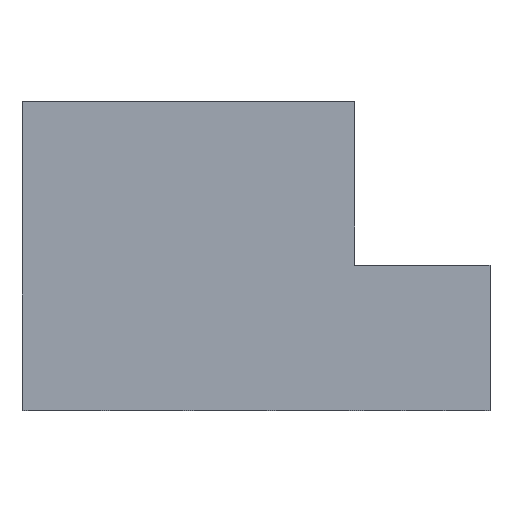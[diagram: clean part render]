
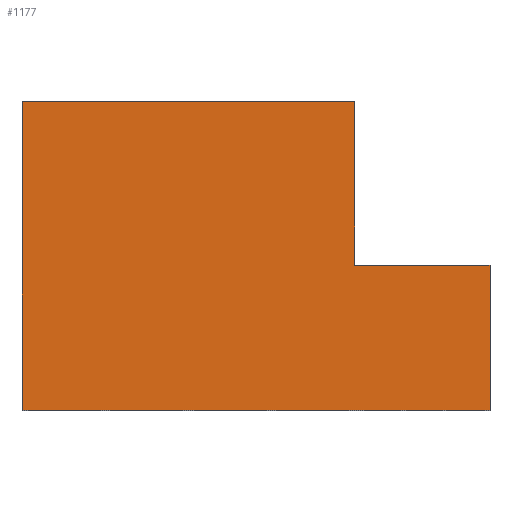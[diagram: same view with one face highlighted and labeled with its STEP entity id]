
A CAD part, top view. The second image highlights one B-rep face of the part: STEP entity #1177.
In plain terms, the highlighted planar face has unit normal (0, 0, 1).
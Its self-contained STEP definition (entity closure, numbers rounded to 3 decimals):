
#1134=AXIS2_PLACEMENT_3D('Plane Axis2P3D',#1131,#1132,#1133) ;
#42=CARTESIAN_POINT('Vertex',(42.88,0.,14.9)) ;
#45=CARTESIAN_POINT('Line Origine',(21.44,0.,14.9)) ;
#49=CARTESIAN_POINT('Vertex',(0.,0.,14.9)) ;
#1131=CARTESIAN_POINT('Axis2P3D Location',(0.,28.3,14.9)) ;
#1136=CARTESIAN_POINT('Line Origine',(42.88,6.65,14.9)) ;
#1140=CARTESIAN_POINT('Vertex',(42.88,13.3,14.9)) ;
#1143=CARTESIAN_POINT('Line Origine',(36.68,13.3,14.9)) ;
#1147=CARTESIAN_POINT('Vertex',(30.48,13.3,14.9)) ;
#1150=CARTESIAN_POINT('Line Origine',(30.48,20.8,14.9)) ;
#1154=CARTESIAN_POINT('Vertex',(30.48,28.3,14.9)) ;
#1157=CARTESIAN_POINT('Line Origine',(15.24,28.3,14.9)) ;
#1161=CARTESIAN_POINT('Vertex',(0.,28.3,14.9)) ;
#1164=CARTESIAN_POINT('Line Origine',(0.,14.15,14.9)) ;
#46=DIRECTION('Vector Direction',(-1.,0.,0.)) ;
#1132=DIRECTION('Axis2P3D Direction',(-0.,0.,1.)) ;
#1133=DIRECTION('Axis2P3D XDirection',(0.,-1.,0.)) ;
#1137=DIRECTION('Vector Direction',(0.,1.,0.)) ;
#1144=DIRECTION('Vector Direction',(-1.,0.,0.)) ;
#1151=DIRECTION('Vector Direction',(0.,-1.,0.)) ;
#1158=DIRECTION('Vector Direction',(1.,0.,0.)) ;
#1165=DIRECTION('Vector Direction',(0.,-1.,0.)) ;
#47=VECTOR('Line Direction',#46,1.) ;
#1138=VECTOR('Line Direction',#1137,1.) ;
#1145=VECTOR('Line Direction',#1144,1.) ;
#1152=VECTOR('Line Direction',#1151,1.) ;
#1159=VECTOR('Line Direction',#1158,1.) ;
#1166=VECTOR('Line Direction',#1165,1.) ;
#1170=ORIENTED_EDGE('',*,*,#1142,.T.) ;
#1171=ORIENTED_EDGE('',*,*,#1149,.T.) ;
#1172=ORIENTED_EDGE('',*,*,#1156,.T.) ;
#1173=ORIENTED_EDGE('',*,*,#1163,.F.) ;
#1174=ORIENTED_EDGE('',*,*,#1168,.F.) ;
#1175=ORIENTED_EDGE('',*,*,#51,.F.) ;
#1177=ADVANCED_FACE('HOUSING',(#1176),#1135,.T.) ;
#51=EDGE_CURVE('',#43,#50,#48,.T.) ;
#1142=EDGE_CURVE('',#43,#1141,#1139,.T.) ;
#1149=EDGE_CURVE('',#1141,#1148,#1146,.T.) ;
#1156=EDGE_CURVE('',#1148,#1155,#1153,.F.) ;
#1163=EDGE_CURVE('',#1162,#1155,#1160,.T.) ;
#1168=EDGE_CURVE('',#50,#1162,#1167,.F.) ;
#1169=EDGE_LOOP('',(#1170,#1171,#1172,#1173,#1174,#1175)) ;
#1176=FACE_OUTER_BOUND('',#1169,.T.) ;
#48=LINE('Line',#45,#47) ;
#1139=LINE('Line',#1136,#1138) ;
#1146=LINE('Line',#1143,#1145) ;
#1153=LINE('Line',#1150,#1152) ;
#1160=LINE('Line',#1157,#1159) ;
#1167=LINE('Line',#1164,#1166) ;
#1135=PLANE('',#1134) ;
#43=VERTEX_POINT('',#42) ;
#50=VERTEX_POINT('',#49) ;
#1141=VERTEX_POINT('',#1140) ;
#1148=VERTEX_POINT('',#1147) ;
#1155=VERTEX_POINT('',#1154) ;
#1162=VERTEX_POINT('',#1161) ;
